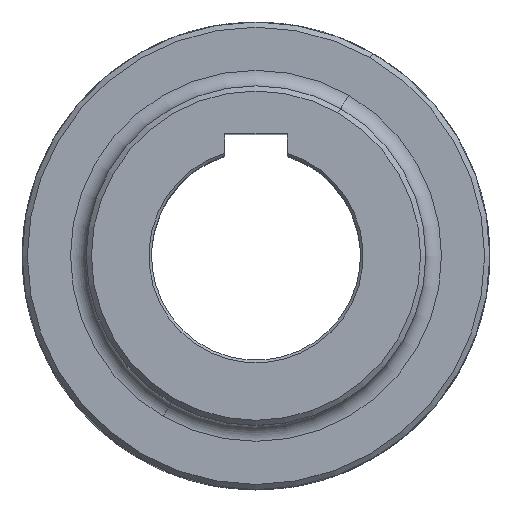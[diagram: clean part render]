
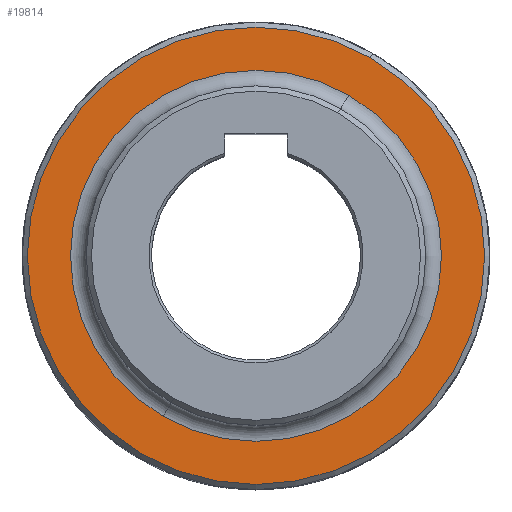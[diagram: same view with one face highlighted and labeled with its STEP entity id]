
A CAD part, top view. The second image highlights one B-rep face of the part: STEP entity #19814.
In plain terms, the highlighted planar face has unit normal (0, 0, 1).
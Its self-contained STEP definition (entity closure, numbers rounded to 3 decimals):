
#7055=CARTESIAN_POINT('',(0.,0.,17.5));
#7056=DIRECTION('',(0.,0.,1.));
#7057=DIRECTION('',(0.5,0.866,0.));
#7058=AXIS2_PLACEMENT_3D('',#7055,#7056,#7057);
#7060=CARTESIAN_POINT('',(0.,0.,17.5));
#7061=DIRECTION('',(0.,0.,-1.));
#7062=DIRECTION('',(0.5,0.866,0.));
#7063=AXIS2_PLACEMENT_3D('',#7060,#7061,#7062);
#7075=CARTESIAN_POINT('',(0.,0.,17.5));
#7076=DIRECTION('',(0.,0.,-1.));
#7077=DIRECTION('',(-0.5,-0.866,0.));
#7078=AXIS2_PLACEMENT_3D('',#7075,#7076,#7077);
#7095=CARTESIAN_POINT('',(0.,0.,17.5));
#7096=DIRECTION('',(0.,0.,1.));
#7097=DIRECTION('',(-0.5,-0.866,0.));
#7098=AXIS2_PLACEMENT_3D('',#7095,#7096,#7097);
#8321=CARTESIAN_POINT('',(-17.75,-30.744,17.5));
#8322=VERTEX_POINT('',#8321);
#8323=CARTESIAN_POINT('',(17.75,30.744,17.5));
#8324=VERTEX_POINT('',#8323);
#8329=CARTESIAN_POINT('',(-21.875,-37.889,17.5));
#8330=VERTEX_POINT('',#8329);
#8331=CARTESIAN_POINT('',(21.875,37.889,17.5));
#8332=VERTEX_POINT('',#8331);
#19799=CARTESIAN_POINT('',(0.,0.,17.5));
#19800=DIRECTION('',(0.,0.,-1.));
#19801=DIRECTION('',(0.,-1.,0.));
#19802=AXIS2_PLACEMENT_3D('',#19799,#19800,#19801);
#19803=PLANE('',#19802);
#19804=ORIENTED_EDGE('',*,*,#19781,.F.);
#19805=ORIENTED_EDGE('',*,*,#19792,.T.);
#19806=EDGE_LOOP('',(#19804,#19805));
#19807=FACE_OUTER_BOUND('',#19806,.F.);
#19809=ORIENTED_EDGE('',*,*,#19808,.F.);
#19811=ORIENTED_EDGE('',*,*,#19810,.T.);
#19812=EDGE_LOOP('',(#19809,#19811));
#19813=FACE_BOUND('',#19812,.F.);
#19814=ADVANCED_FACE('',(#19807,#19813),#19803,.F.);
#7059=CIRCLE('',#7058,43.75);
#7064=CIRCLE('',#7063,43.75);
#7079=CIRCLE('',#7078,35.5);
#7099=CIRCLE('',#7098,35.5);
#19781=EDGE_CURVE('',#8332,#8330,#7059,.T.);
#19792=EDGE_CURVE('',#8332,#8330,#7064,.T.);
#19808=EDGE_CURVE('',#8322,#8324,#7079,.T.);
#19810=EDGE_CURVE('',#8322,#8324,#7099,.T.);
